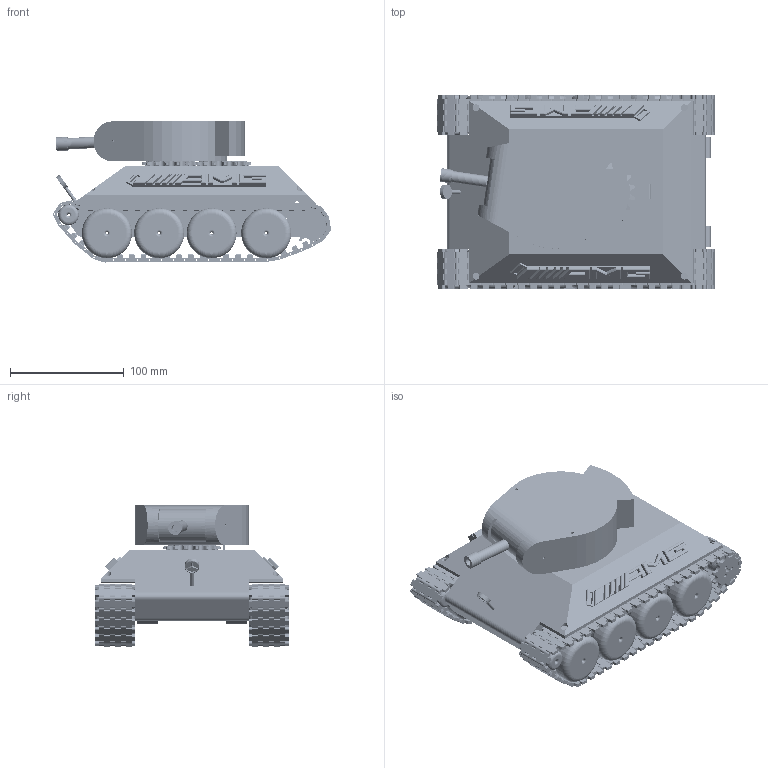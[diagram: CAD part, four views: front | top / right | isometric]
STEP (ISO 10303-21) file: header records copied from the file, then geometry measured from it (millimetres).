
FILE_DESCRIPTION(/* description */ (''),/* implementation_level */ '2;1');
FILE_NAME(/* name */ 'сборка 2 v20.step',/* time_stamp */ '2022-03-13T19:02:38+03:00',/* author */ (''),/* organization */ (''),/* preprocessor_version */ 'ST-DEVELOPER v18.1',/* originating_system */ 'Autodesk Translation Framework v10.13.0.1454',/* authorisation */ '');
FILE_SCHEMA (('AUTOMOTIVE_DESIGN { 1 0 10303 214 3 1 1 }'));
Length unit declared in the file: millimetre
Products named in the file (29): сборка 2; корпус верх; 2299K304_Flat Sprocket; microservoAssembly; шестеренка серво; корпус нижняя 
часть; arduino motor; башня; microservoAssembly_1; microservoSG90; microservoArm_A2; барабан башни; дуло; Module laser; Revolution001; Pocket; башня крышка; натяжитель; ленивец; ведущий трак; модуль гусеницы; фиксатор натяжителя; натяжитель v3(Mi
rror); ленивец v4(Mirror); ведущий трак 
v7(Mirror); модуль гусеницы 
v2(Mirror); arduino motor v1(Mirror) (1); щит; AMG
Assembly tree (139 placements, depth 5):
  сборка 2
    корпус верх
      2299K304_Flat Sprocket
      microservoAssembly
        microservoSG90
        microservoArm_A2
      шестеренка серво
    корпус нижняя 
часть
      arduino motor
    башня
      microservoAssembly_1
        microservoSG90
        microservoArm_A2
      барабан башни
      дуло
        Module laser
          Revolution001
          Pocket
    башня крышка
    натяжитель
    ленивец  x4
    ведущий трак
    модуль гусеницы  x52
    фиксатор натяжителя
    натяжитель v3(Mi
rror)
    ленивец v4(Mirror)  x4
    ведущий трак 
v7(Mirror)
    модуль гусеницы 
v2(Mirror)  x52
    arduino motor v1(Mirror) (1)
    щит
    AMG  x2
Bounding box: 244.43 x 170 x 124.03 mm (x, y, z)
Volume: 994522.1 mm3; surface area: 500023.4 mm2
Topology: 140 solids, 140 shells, 9328 faces, 25567 edges, 16658 vertices
Faces by surface type: plane 4728, cylinder 4389, torus 100, cone 62, bspline 41, sphere 8
Full cylindrical faces by diameter (mm): 1 x28, 1.3 x624, 1.6 x2, 2 x29, 2.4 x2, 3 x32, 4 x6, 4.7 x2, 4.9 x4, 5 x1, 5.4 x4, 6 x6, 6.4 x1, 7 x2, 7.492 x2, 8 x3, 10 x3, 10.7 x1, 12 x2, 12.7 x3, 13 x1, 15 x4, 18 x4, 29 x1, 34 x8, 44 x16
Entity records: 53231 total; most frequent: CARTESIAN_POINT 13743, ORIENTED_EDGE 8002, DIRECTION 7915, EDGE_CURVE 4001, AXIS2_PLACEMENT_3D 2918, VERTEX_POINT 2604, LINE 2079, VECTOR 2079
